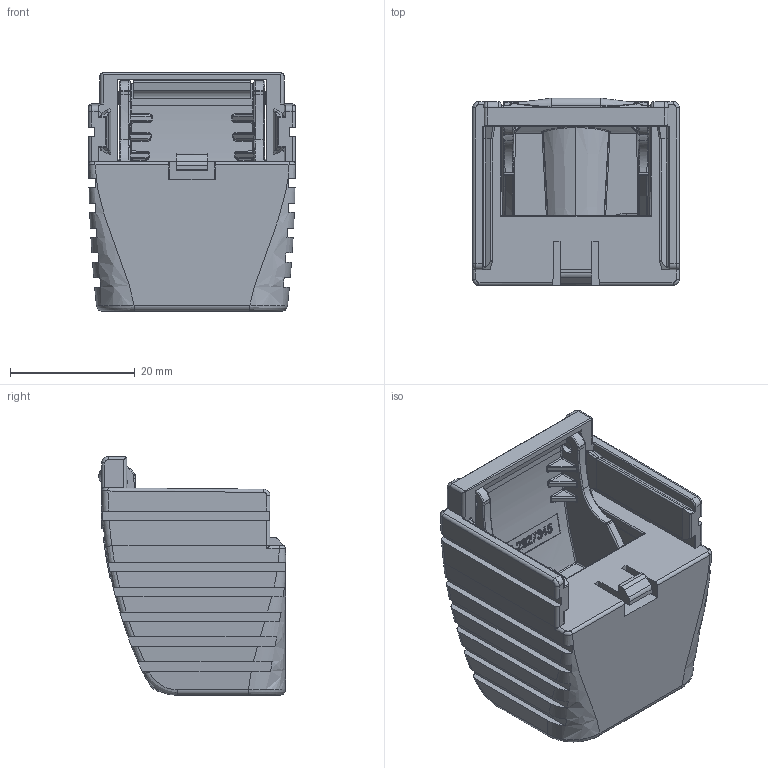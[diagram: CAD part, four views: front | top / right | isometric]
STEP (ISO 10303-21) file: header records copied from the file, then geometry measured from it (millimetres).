
FILE_DESCRIPTION (( 'STEP AP214' ), '1' );
FILE_NAME ('D-Style-CableClamp.STEP', '2018-12-20T12:15:49', ( '' ), ( '' ), 'SwSTEP 2.0', 'SolidWorks 2017', '' );
FILE_SCHEMA (( 'AUTOMOTIVE_DESIGN' ));
Length unit declared in the file: millimetre
Products named in the file (1): D-Style-CableClamp
Bounding box: 33.15 x 30.03 x 38.29 mm (x, y, z)
Volume: 12122.6 mm3; surface area: 13430.4 mm2
Topology: 2 solids, 2 shells, 1300 faces, 3355 edges, 2071 vertices
Faces by surface type: bspline 470, plane 433, cylinder 342, torus 27, cone 20, sphere 8
Entity records: 73005 total; most frequent: CARTESIAN_POINT 31610, ORIENTED_EDGE 6672, DIRECTION 4151, EDGE_CURVE 3336, VERTEX_POINT 2071, LINE 1427, VECTOR 1427, AXIS2_PLACEMENT_3D 1362
